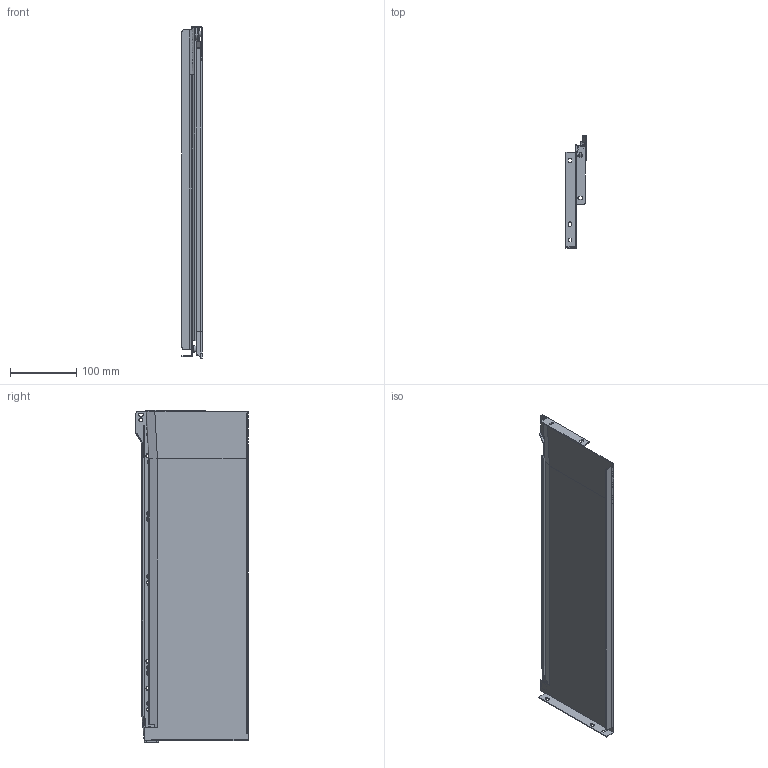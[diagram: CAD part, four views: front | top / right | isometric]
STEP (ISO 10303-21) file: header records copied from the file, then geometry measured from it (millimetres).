
FILE_DESCRIPTION (( 'STEP AP214' ), '1' );
FILE_NAME ('F000764,F000784-RIGHT-CLOSED_3D.step', '2022-11-21T18:05:17', ( '' ), ( '' ), 'SwSTEP 2.0', 'SolidWorks 2020', '' );
FILE_SCHEMA (( 'AUTOMOTIVE_DESIGN' ));
Length unit declared in the file: millimetre
Products named in the file (3): Koleèkový výsuv-pravý-venkovní èást-500mm; F000764,F000784-RIGHT-CLOSED_3D; MetalBox-SIDE-Right-H150-500
Assembly tree (2 placements, depth 2):
  F000764,F000784-RIGHT-CLOSED_3D
    Koleèkový výsuv-pravý-venkovní èást-500mm
    MetalBox-SIDE-Right-H150-500
Bounding box: 30.39 x 169.5 x 502 mm (x, y, z)
Volume: 122918.7 mm3; surface area: 222756.2 mm2
Topology: 2 solids, 2 shells, 301 faces, 786 edges, 493 vertices
Faces by surface type: plane 105, cylinder 96, bspline 48, cone 30, torus 22
Entity records: 10542 total; most frequent: CARTESIAN_POINT 3019, ORIENTED_EDGE 1564, DIRECTION 1549, EDGE_CURVE 782, AXIS2_PLACEMENT_3D 559, VERTEX_POINT 493, VECTOR 431, LINE 431
